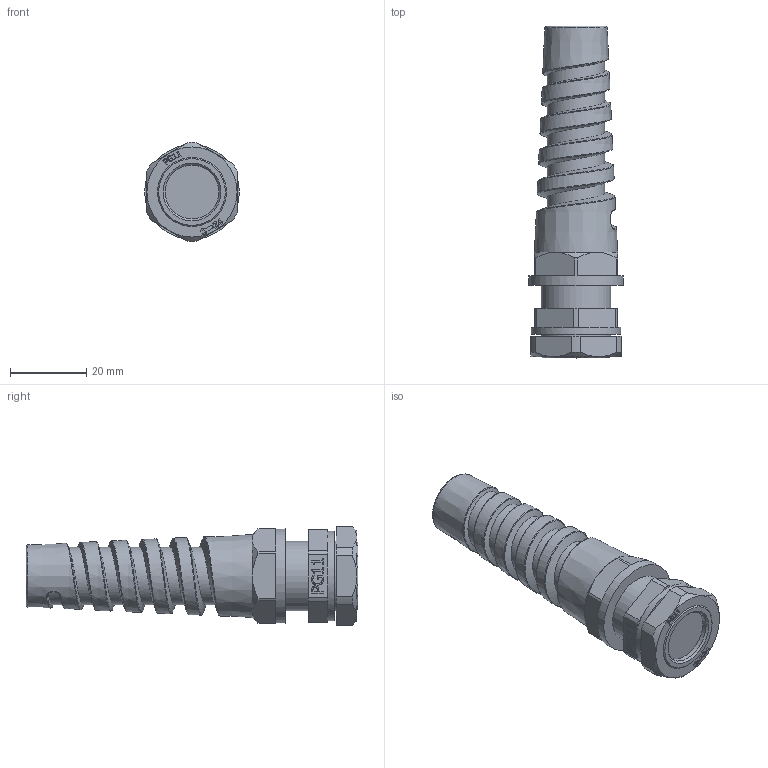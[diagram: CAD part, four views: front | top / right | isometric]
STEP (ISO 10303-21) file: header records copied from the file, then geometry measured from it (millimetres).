
FILE_DESCRIPTION(/* description */ (''),/* implementation_level */ '2;1');
FILE_NAME(/* name */ '',/* time_stamp */ '2025-06-11T15:14:10+07:00',/* author */ ('zeta-86'),/* organization */ (''),/* preprocessor_version */ 'ST-DEVELOPER v19.2',/* originating_system */ 'Autodesk Inventor 2024',/* authorisation */ '');
FILE_SCHEMA (('AUTOMOTIVE_DESIGN { 1 0 10303 214 3 1 1 }'));
Length unit declared in the file: millimetre
Products named in the file (1): Деталь2
Bounding box: 24.8 x 87 x 25.99 mm (x, y, z)
Volume: 25431.9 mm3; surface area: 7734 mm2
Topology: 1 solids, 1 shells, 286 faces, 752 edges, 489 vertices
Faces by surface type: plane 156, bspline 79, cylinder 29, cone 20, torus 2
Full cylindrical faces by diameter (mm): 14.1 x1, 15 x5, 18.2 x1, 18.5 x1, 23.5 x1, 24.8 x1
Entity records: 11388 total; most frequent: CARTESIAN_POINT 4568, ORIENTED_EDGE 1504, DIRECTION 1065, EDGE_CURVE 752, VERTEX_POINT 489, LINE 443, VECTOR 443, AXIS2_PLACEMENT_3D 311
